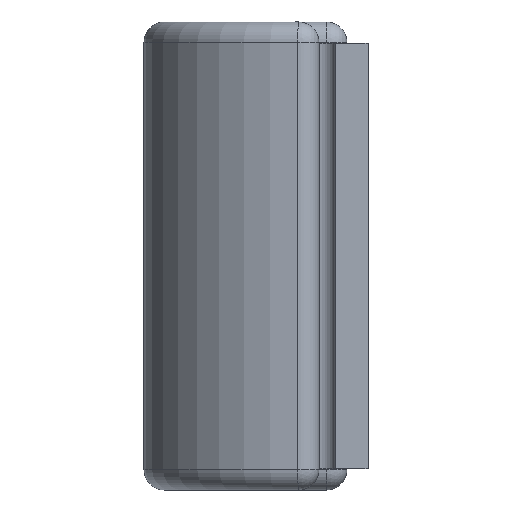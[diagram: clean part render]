
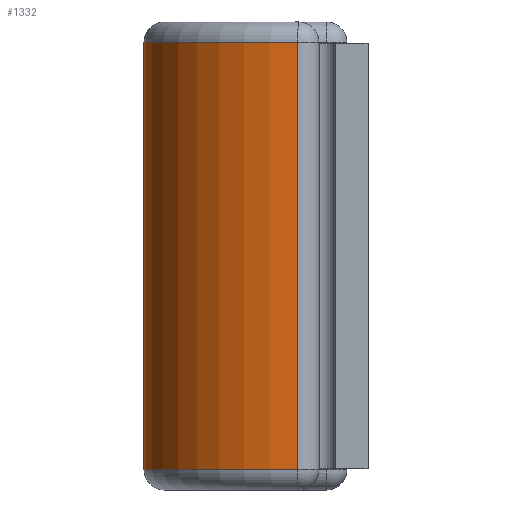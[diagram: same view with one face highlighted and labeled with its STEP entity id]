
A CAD part, left-side view. The second image highlights one B-rep face of the part: STEP entity #1332.
In plain terms, the highlighted cylindrical face has radius 5.982 mm (diameter 11.963 mm), a partial arc.
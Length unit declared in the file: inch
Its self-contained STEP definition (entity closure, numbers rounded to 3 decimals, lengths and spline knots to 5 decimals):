
#66 = CYLINDRICAL_SURFACE ( 'NONE', #1419, 0.2355 ) ;
#112 = VERTEX_POINT ( 'NONE', #919 ) ;
#128 = ORIENTED_EDGE ( 'NONE', *, *, #556, .T. ) ;
#137 = VERTEX_POINT ( 'NONE', #1629 ) ;
#139 = ORIENTED_EDGE ( 'NONE', *, *, #1454, .F. ) ;
#247 = EDGE_LOOP ( 'NONE', ( #128, #1686, #139, #979 ) ) ;
#298 = LINE ( 'NONE', #627, #1335 ) ;
#436 = DIRECTION ( 'NONE',  ( 0., 0., 1. ) ) ;
#461 = CARTESIAN_POINT ( 'NONE',  ( 0.75, 0.09375, 0.31375 ) ) ;
#544 = DIRECTION ( 'NONE',  ( 0., 0., 1. ) ) ;
#556 = EDGE_CURVE ( 'NONE', #137, #112, #1401, .T. ) ;
#596 = VERTEX_POINT ( 'NONE', #1566 ) ;
#598 = FACE_OUTER_BOUND ( 'NONE', #247, .T. ) ;
#604 = DIRECTION ( 'NONE',  ( 1., 0., 0. ) ) ;
#627 = CARTESIAN_POINT ( 'NONE',  ( 0.51469, 0.1032, 0.3125 ) ) ;
#761 = DIRECTION ( 'NONE',  ( 0., 0., 1. ) ) ;
#763 = CARTESIAN_POINT ( 'NONE',  ( 0.75, 0.09375, -0.31375 ) ) ;
#764 = CARTESIAN_POINT ( 'NONE',  ( 0.9855, 0.09375, 0.31375 ) ) ;
#864 = AXIS2_PLACEMENT_3D ( 'NONE', #461, #1404, #604 ) ;
#895 = EDGE_CURVE ( 'NONE', #137, #1541, #1221, .T. ) ;
#908 = DIRECTION ( 'NONE',  ( 1., 0., 0. ) ) ;
#919 = CARTESIAN_POINT ( 'NONE',  ( 0.51469, 0.1032, -0.31375 ) ) ;
#979 = ORIENTED_EDGE ( 'NONE', *, *, #895, .F. ) ;
#1012 = EDGE_CURVE ( 'NONE', #112, #596, #298, .T. ) ;
#1132 = CIRCLE ( 'NONE', #864, 0.2355 ) ;
#1221 = LINE ( 'NONE', #1236, #1605 ) ;
#1236 = CARTESIAN_POINT ( 'NONE',  ( 0.9855, 0.09375, -0.31375 ) ) ;
#1256 = CARTESIAN_POINT ( 'NONE',  ( 0.75, 0.09375, 0.3125 ) ) ;
#1332 = ADVANCED_FACE ( 'NONE', ( #598 ), #66, .T. ) ;
#1335 = VECTOR ( 'NONE', #761, 39.37008 ) ;
#1385 = DIRECTION ( 'NONE',  ( 1., 0., 0. ) ) ;
#1401 = CIRCLE ( 'NONE', #1474, 0.2355 ) ;
#1404 = DIRECTION ( 'NONE',  ( 0., 0., 1. ) ) ;
#1419 = AXIS2_PLACEMENT_3D ( 'NONE', #1256, #436, #1385 ) ;
#1454 = EDGE_CURVE ( 'NONE', #1541, #596, #1132, .T. ) ;
#1474 = AXIS2_PLACEMENT_3D ( 'NONE', #763, #1681, #908 ) ;
#1541 = VERTEX_POINT ( 'NONE', #764 ) ;
#1566 = CARTESIAN_POINT ( 'NONE',  ( 0.51469, 0.1032, 0.31375 ) ) ;
#1605 = VECTOR ( 'NONE', #544, 39.37008 ) ;
#1629 = CARTESIAN_POINT ( 'NONE',  ( 0.9855, 0.09375, -0.31375 ) ) ;
#1681 = DIRECTION ( 'NONE',  ( 0., 0., 1. ) ) ;
#1686 = ORIENTED_EDGE ( 'NONE', *, *, #1012, .T. ) ;
